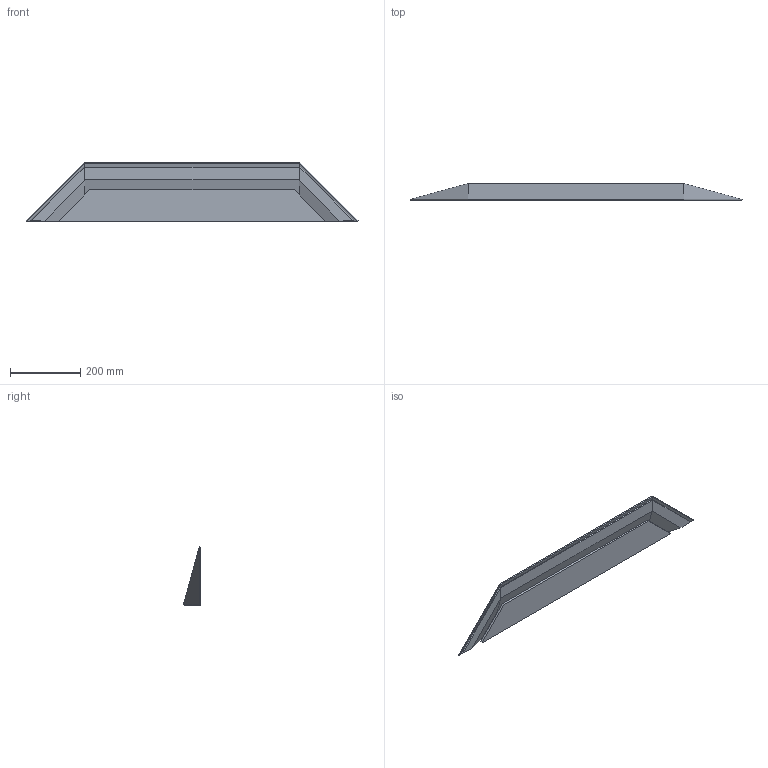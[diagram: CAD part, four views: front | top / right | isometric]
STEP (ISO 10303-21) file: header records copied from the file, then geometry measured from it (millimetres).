
FILE_DESCRIPTION(/* description */ (''),/* implementation_level */ '2;1');
FILE_NAME(/* name */ 'GE-18127_Red.iam.stp',/* time_stamp */ '2018-01-01T11:24:25-08:00',/* author */ ('PhillipD'),/* organization */ (''),/* preprocessor_version */ 'ST-DEVELOPER v16.13',/* originating_system */ 'Autodesk Inventor 2018',/* authorisation */ '');
FILE_SCHEMA (('AP203_CONFIGURATION_CONTROLLED_3D_DESIGN_OF_MECHANICAL_PARTS_AND_ASSEMBLIES_MIM_LF { 1 0 10303 203 3 1 4 }','AUTOMOTIVE_DESIGN { 1 0 10303 214 3 1 1 }'));
Length unit declared in the file: inch
Products named in the file (8): GE-18127_Red; GE-18127-01; GE-18127-02; GE-18127-03; GE-18127-04; GE-18127-05; GE-18127-06; GE-18127-07
Assembly tree (10 placements, depth 2):
  GE-18127_Red
    GE-18127-01
    GE-18127-02
    GE-18127-03
    GE-18127-04  x2
    GE-18127-05  x2
    GE-18127-06
    GE-18127-07  x2
Bounding box: 945.08 x 48.73 x 166.26 mm (x, y, z)
Volume: 2607361.9 mm3; surface area: 746256.5 mm2
Topology: 10 solids, 10 shells, 59 faces, 117 edges, 78 vertices
Faces by surface type: plane 59
Entity records: 1429 total; most frequent: DIRECTION 204, CARTESIAN_POINT 200, ORIENTED_EDGE 168, LINE 84, VECTOR 84, EDGE_CURVE 84, AXIS2_PLACEMENT_3D 60, VERTEX_POINT 56
